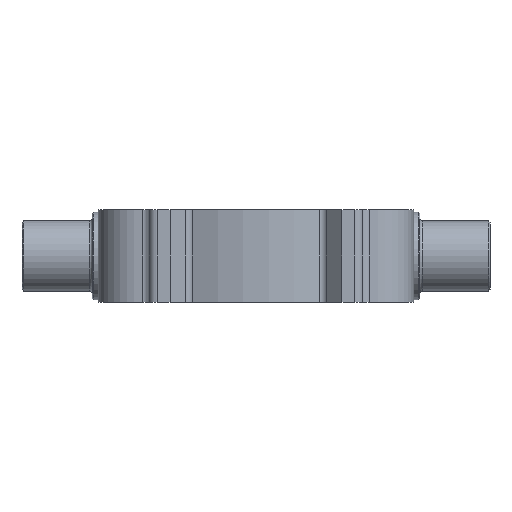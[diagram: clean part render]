
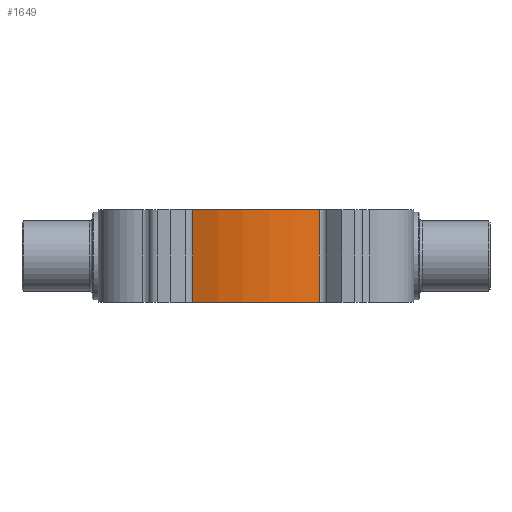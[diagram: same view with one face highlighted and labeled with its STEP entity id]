
A CAD part, front view. The second image highlights one B-rep face of the part: STEP entity #1649.
In plain terms, the highlighted cylindrical face has radius 37 mm (diameter 74 mm), a partial arc.
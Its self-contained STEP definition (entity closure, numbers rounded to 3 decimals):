
#70=CIRCLE('',#1745,37.);
#118=CIRCLE('',#1811,37.);
#187=CYLINDRICAL_SURFACE('',#1810,37.);
#250=FACE_OUTER_BOUND('',#348,.T.);
#348=EDGE_LOOP('',(#1194,#1195,#1196,#1197));
#492=LINE('',#2713,#604);
#493=LINE('',#2716,#605);
#604=VECTOR('',#2165,21.);
#605=VECTOR('',#2168,21.);
#693=VERTEX_POINT('',#2541);
#694=VERTEX_POINT('',#2543);
#762=VERTEX_POINT('',#2712);
#763=VERTEX_POINT('',#2714);
#855=EDGE_CURVE('',#694,#693,#70,.T.);
#938=EDGE_CURVE('',#693,#762,#492,.T.);
#939=EDGE_CURVE('',#762,#763,#118,.T.);
#940=EDGE_CURVE('',#694,#763,#493,.T.);
#1194=ORIENTED_EDGE('',*,*,#938,.T.);
#1195=ORIENTED_EDGE('',*,*,#939,.T.);
#1196=ORIENTED_EDGE('',*,*,#940,.F.);
#1197=ORIENTED_EDGE('',*,*,#855,.T.);
#1649=ADVANCED_FACE('',(#250),#187,.T.);
#1745=AXIS2_PLACEMENT_3D('',#2544,#1998,#1999);
#1810=AXIS2_PLACEMENT_3D('',#2711,#2163,#2164);
#1811=AXIS2_PLACEMENT_3D('',#2715,#2166,#2167);
#1998=DIRECTION('center_axis',(0.,0.,1.));
#1999=DIRECTION('ref_axis',(-0.389,-0.921,0.));
#2163=DIRECTION('center_axis',(0.,0.,1.));
#2164=DIRECTION('ref_axis',(-0.389,-0.921,0.));
#2165=DIRECTION('',(0.,0.,1.));
#2166=DIRECTION('center_axis',(0.,0.,-1.));
#2167=DIRECTION('ref_axis',(-0.389,-0.921,0.));
#2168=DIRECTION('',(0.,0.,1.));
#2541=CARTESIAN_POINT('',(14.383,-34.09,-10.5));
#2543=CARTESIAN_POINT('',(-14.383,-34.09,-10.5));
#2544=CARTESIAN_POINT('Origin',(0.,0.,-10.5));
#2711=CARTESIAN_POINT('Origin',(0.,0.,0.));
#2712=CARTESIAN_POINT('',(14.383,-34.09,10.5));
#2713=CARTESIAN_POINT('',(14.383,-34.09,0.));
#2714=CARTESIAN_POINT('',(-14.383,-34.09,10.5));
#2715=CARTESIAN_POINT('Origin',(0.,0.,10.5));
#2716=CARTESIAN_POINT('',(-14.383,-34.09,0.));
